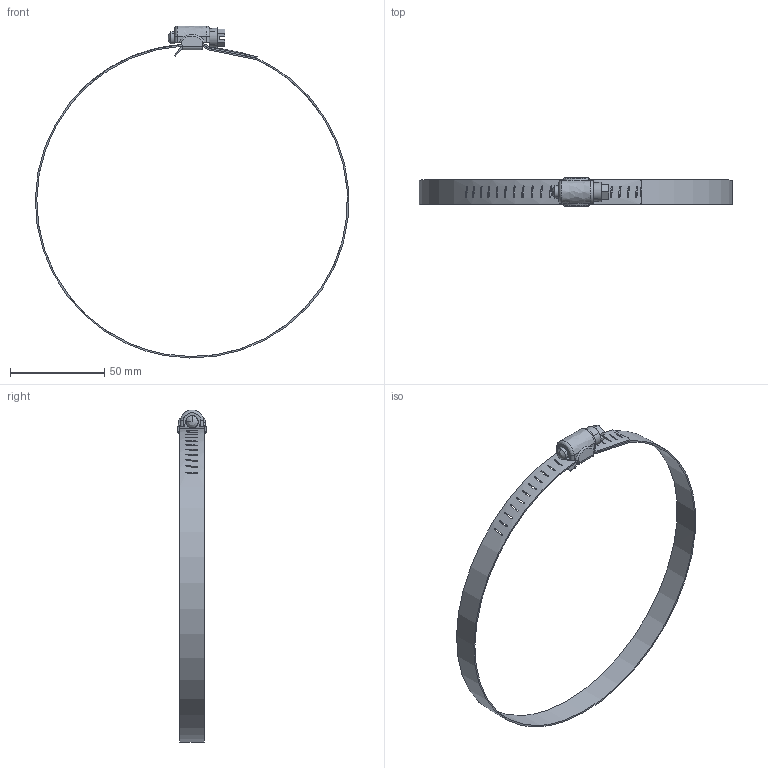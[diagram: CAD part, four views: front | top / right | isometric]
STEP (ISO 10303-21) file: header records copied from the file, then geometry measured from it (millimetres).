
FILE_DESCRIPTION((''),'2;1');
FILE_NAME('','2006-01-19T09:46:30',(''),(''),'','CADfix','');
FILE_SCHEMA(('AUTOMOTIVE_DESIGN'));
Length unit declared in the file: millimetre
Products named in the file (4): screw; holder; band; TM_144SS_165_19593_36
Assembly tree (3 placements, depth 2):
  TM_144SS_165_19593_36
    screw
    holder
    band
Bounding box: 166.4 x 15.63 x 176.28 mm (x, y, z)
Volume: 7999.1 mm3; surface area: 17866.4 mm2
Topology: 3 solids, 3 shells, 217 faces, 723 edges, 511 vertices
Faces by surface type: bspline 217
Entity records: 9236 total; most frequent: CARTESIAN_POINT 4890, ORIENTED_EDGE 1442, EDGE_CURVE 721, VERTEX_POINT 511, QUASI_UNIFORM_CURVE 435, B_SPLINE_CURVE_WITH_KNOTS 276, EDGE_LOOP 254, FACE_OUTER_BOUND 217
